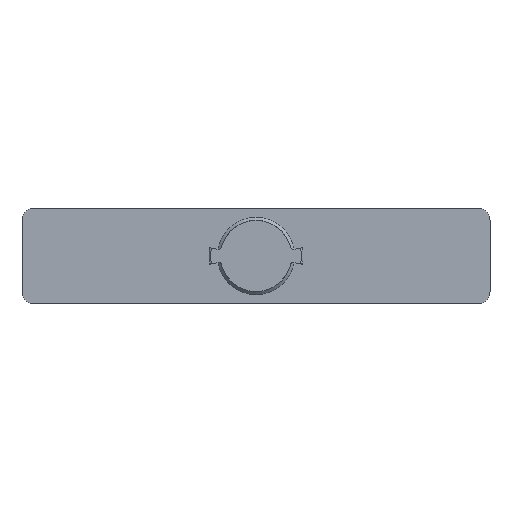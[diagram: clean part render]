
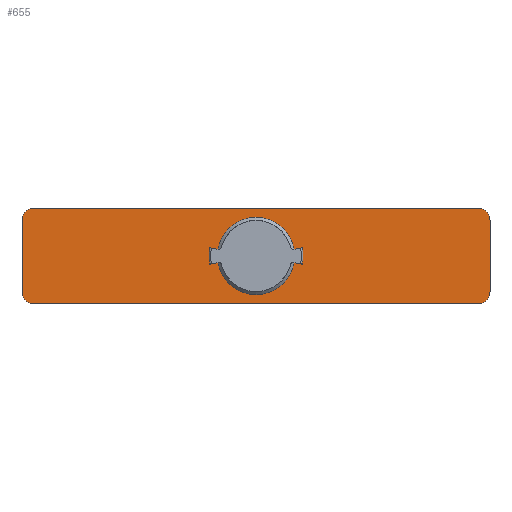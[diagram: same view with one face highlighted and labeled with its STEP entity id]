
A CAD part, top view. The second image highlights one B-rep face of the part: STEP entity #655.
In plain terms, the highlighted planar face has unit normal (0, 0, 1).
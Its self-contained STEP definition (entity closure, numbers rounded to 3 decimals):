
#21=FACE_BOUND('',#108,.T.);
#26=PLANE('',#733);
#66=FACE_OUTER_BOUND('',#107,.T.);
#107=EDGE_LOOP('',(#510,#511,#512,#513,#514,#515,#516,#517));
#108=EDGE_LOOP('',(#518));
#149=LINE('',#1092,#199);
#152=LINE('',#1100,#202);
#159=LINE('',#1131,#209);
#160=LINE('',#1134,#210);
#199=VECTOR('',#850,10.);
#202=VECTOR('',#859,10.);
#209=VECTOR('',#888,10.);
#210=VECTOR('',#891,10.);
#249=CIRCLE('',#719,2.);
#250=CIRCLE('',#722,2.);
#251=CIRCLE('',#725,6.25);
#258=CIRCLE('',#734,2.);
#259=CIRCLE('',#735,2.);
#295=VERTEX_POINT('',#1084);
#296=VERTEX_POINT('',#1086);
#297=VERTEX_POINT('',#1090);
#298=VERTEX_POINT('',#1094);
#299=VERTEX_POINT('',#1098);
#300=VERTEX_POINT('',#1102);
#311=VERTEX_POINT('',#1128);
#312=VERTEX_POINT('',#1130);
#313=VERTEX_POINT('',#1132);
#367=EDGE_CURVE('',#295,#296,#249,.T.);
#370=EDGE_CURVE('',#297,#295,#149,.T.);
#372=EDGE_CURVE('',#298,#297,#250,.T.);
#374=EDGE_CURVE('',#299,#298,#152,.T.);
#375=EDGE_CURVE('',#300,#300,#251,.T.);
#388=EDGE_CURVE('',#311,#299,#258,.T.);
#389=EDGE_CURVE('',#311,#312,#159,.T.);
#390=EDGE_CURVE('',#313,#312,#259,.T.);
#391=EDGE_CURVE('',#296,#313,#160,.T.);
#510=ORIENTED_EDGE('',*,*,#388,.F.);
#511=ORIENTED_EDGE('',*,*,#389,.T.);
#512=ORIENTED_EDGE('',*,*,#390,.F.);
#513=ORIENTED_EDGE('',*,*,#391,.F.);
#514=ORIENTED_EDGE('',*,*,#367,.F.);
#515=ORIENTED_EDGE('',*,*,#370,.F.);
#516=ORIENTED_EDGE('',*,*,#372,.F.);
#517=ORIENTED_EDGE('',*,*,#374,.F.);
#518=ORIENTED_EDGE('',*,*,#375,.F.);
#655=ADVANCED_FACE('',(#66,#21),#26,.T.);
#719=AXIS2_PLACEMENT_3D('',#1087,#844,#845);
#722=AXIS2_PLACEMENT_3D('',#1096,#854,#855);
#725=AXIS2_PLACEMENT_3D('',#1103,#862,#863);
#733=AXIS2_PLACEMENT_3D('',#1127,#884,#885);
#734=AXIS2_PLACEMENT_3D('',#1129,#886,#887);
#735=AXIS2_PLACEMENT_3D('',#1133,#889,#890);
#844=DIRECTION('center_axis',(0.,0.,-1.));
#845=DIRECTION('ref_axis',(0.707,0.707,0.));
#850=DIRECTION('',(1.,0.,0.));
#854=DIRECTION('center_axis',(0.,0.,-1.));
#855=DIRECTION('ref_axis',(-0.707,0.707,0.));
#859=DIRECTION('',(0.,1.,0.));
#862=DIRECTION('center_axis',(0.,0.,1.));
#863=DIRECTION('ref_axis',(1.,0.,0.));
#884=DIRECTION('center_axis',(0.,0.,1.));
#885=DIRECTION('ref_axis',(0.,-1.,0.));
#886=DIRECTION('center_axis',(0.,0.,-1.));
#887=DIRECTION('ref_axis',(-0.707,-0.707,0.));
#888=DIRECTION('',(1.,0.,0.));
#889=DIRECTION('center_axis',(0.,0.,-1.));
#890=DIRECTION('ref_axis',(0.707,-0.707,0.));
#891=DIRECTION('',(0.,-1.,0.));
#1084=CARTESIAN_POINT('',(35.85,7.75,12.));
#1086=CARTESIAN_POINT('',(37.85,5.75,12.));
#1087=CARTESIAN_POINT('Origin',(35.85,5.75,12.));
#1090=CARTESIAN_POINT('',(-35.85,7.75,12.));
#1092=CARTESIAN_POINT('',(0.,7.75,12.));
#1094=CARTESIAN_POINT('',(-37.85,5.75,12.));
#1096=CARTESIAN_POINT('Origin',(-35.85,5.75,12.));
#1098=CARTESIAN_POINT('',(-37.85,-5.75,12.));
#1100=CARTESIAN_POINT('',(-37.85,-7.75,12.));
#1102=CARTESIAN_POINT('',(-6.25,0.,12.));
#1103=CARTESIAN_POINT('Origin',(0.,0.,12.));
#1127=CARTESIAN_POINT('Origin',(0.,7.75,12.));
#1128=CARTESIAN_POINT('',(-35.85,-7.75,12.));
#1129=CARTESIAN_POINT('Origin',(-35.85,-5.75,12.));
#1130=CARTESIAN_POINT('',(35.85,-7.75,12.));
#1131=CARTESIAN_POINT('',(0.,-7.75,12.));
#1132=CARTESIAN_POINT('',(37.85,-5.75,12.));
#1133=CARTESIAN_POINT('Origin',(35.85,-5.75,12.));
#1134=CARTESIAN_POINT('',(37.85,-7.75,12.));
